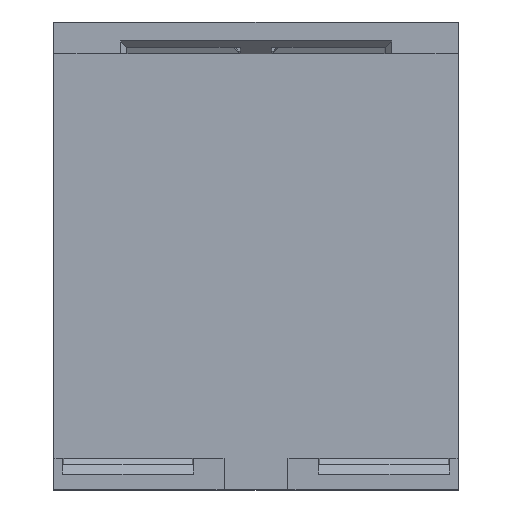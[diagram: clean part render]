
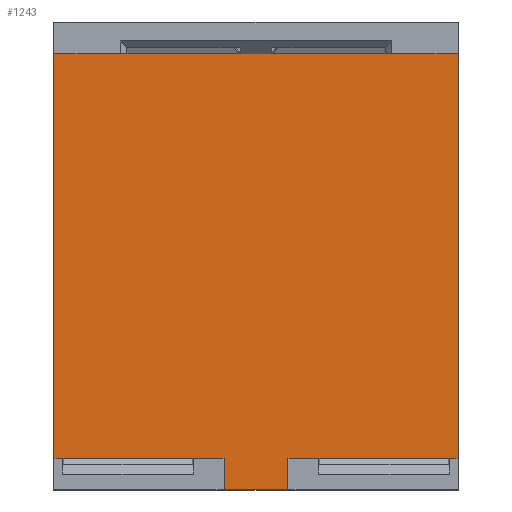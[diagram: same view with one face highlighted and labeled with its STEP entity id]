
A CAD part, top view. The second image highlights one B-rep face of the part: STEP entity #1243.
In plain terms, the highlighted planar face has unit normal (0, 0, 1).
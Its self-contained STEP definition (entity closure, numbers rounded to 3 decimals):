
#37=FACE_OUTER_BOUND('',#102,.T.);
#102=EDGE_LOOP('',(#910,#911,#912,#913,#914,#915,#916,#917,#918,#919,#920,
#921));
#184=LINE('',#1763,#363);
#192=LINE('',#1780,#371);
#196=LINE('',#1789,#375);
#218=LINE('',#1830,#397);
#219=LINE('',#1833,#398);
#230=LINE('',#1854,#409);
#232=LINE('',#1858,#411);
#233=LINE('',#1860,#412);
#234=LINE('',#1862,#413);
#235=LINE('',#1863,#414);
#236=LINE('',#1864,#415);
#237=LINE('',#1865,#416);
#363=VECTOR('',#1430,10.);
#371=VECTOR('',#1440,10.);
#375=VECTOR('',#1446,10.);
#397=VECTOR('',#1474,10.);
#398=VECTOR('',#1477,10.);
#409=VECTOR('',#1492,10.);
#411=VECTOR('',#1496,10.);
#412=VECTOR('',#1497,10.);
#413=VECTOR('',#1498,10.);
#414=VECTOR('',#1499,10.);
#415=VECTOR('',#1500,10.);
#416=VECTOR('',#1501,10.);
#535=VERTEX_POINT('',#1760);
#536=VERTEX_POINT('',#1762);
#543=VERTEX_POINT('',#1777);
#544=VERTEX_POINT('',#1779);
#547=VERTEX_POINT('',#1786);
#548=VERTEX_POINT('',#1788);
#564=VERTEX_POINT('',#1828);
#565=VERTEX_POINT('',#1832);
#573=VERTEX_POINT('',#1853);
#574=VERTEX_POINT('',#1857);
#575=VERTEX_POINT('',#1859);
#576=VERTEX_POINT('',#1861);
#658=EDGE_CURVE('',#536,#535,#184,.T.);
#666=EDGE_CURVE('',#543,#544,#192,.T.);
#670=EDGE_CURVE('',#547,#548,#196,.T.);
#692=EDGE_CURVE('',#564,#543,#218,.T.);
#693=EDGE_CURVE('',#548,#565,#219,.T.);
#704=EDGE_CURVE('',#536,#573,#230,.F.);
#706=EDGE_CURVE('',#574,#535,#232,.T.);
#707=EDGE_CURVE('',#574,#575,#233,.T.);
#708=EDGE_CURVE('',#575,#576,#234,.T.);
#709=EDGE_CURVE('',#576,#565,#235,.T.);
#710=EDGE_CURVE('',#544,#547,#236,.T.);
#711=EDGE_CURVE('',#573,#564,#237,.F.);
#910=ORIENTED_EDGE('',*,*,#658,.T.);
#911=ORIENTED_EDGE('',*,*,#706,.F.);
#912=ORIENTED_EDGE('',*,*,#707,.T.);
#913=ORIENTED_EDGE('',*,*,#708,.T.);
#914=ORIENTED_EDGE('',*,*,#709,.T.);
#915=ORIENTED_EDGE('',*,*,#693,.F.);
#916=ORIENTED_EDGE('',*,*,#670,.F.);
#917=ORIENTED_EDGE('',*,*,#710,.F.);
#918=ORIENTED_EDGE('',*,*,#666,.F.);
#919=ORIENTED_EDGE('',*,*,#692,.F.);
#920=ORIENTED_EDGE('',*,*,#711,.F.);
#921=ORIENTED_EDGE('',*,*,#704,.F.);
#1178=PLANE('',#1323);
#1243=ADVANCED_FACE('',(#37),#1178,.F.);
#1323=AXIS2_PLACEMENT_3D('',#1856,#1494,#1495);
#1430=DIRECTION('',(0.,1.,0.));
#1440=DIRECTION('',(0.,-1.,0.));
#1446=DIRECTION('',(0.,1.,0.));
#1474=DIRECTION('',(-1.,0.,0.));
#1477=DIRECTION('',(-1.,0.,0.));
#1492=DIRECTION('',(1.,0.,0.));
#1494=DIRECTION('center_axis',(0.,0.,-1.));
#1495=DIRECTION('ref_axis',(1.,0.,0.));
#1496=DIRECTION('',(1.,0.,0.));
#1497=DIRECTION('',(0.,-1.,0.));
#1498=DIRECTION('',(1.,0.,0.));
#1499=DIRECTION('',(0.,1.,0.));
#1500=DIRECTION('',(-1.,0.,0.));
#1501=DIRECTION('',(0.,-1.,0.));
#1760=CARTESIAN_POINT('',(15.796,15.8,-13.4));
#1762=CARTESIAN_POINT('',(15.796,-16.317,-13.4));
#1763=CARTESIAN_POINT('',(15.796,9.14,-13.4));
#1777=CARTESIAN_POINT('',(2.5,-15.8,-13.4));
#1779=CARTESIAN_POINT('',(2.5,-18.281,-13.4));
#1780=CARTESIAN_POINT('',(2.5,-17.281,-13.4));
#1786=CARTESIAN_POINT('',(-2.5,-18.281,-13.4));
#1788=CARTESIAN_POINT('',(-2.5,-15.8,-13.4));
#1789=CARTESIAN_POINT('',(-2.5,-17.281,-13.4));
#1828=CARTESIAN_POINT('',(15.795,-15.8,-13.4));
#1830=CARTESIAN_POINT('',(-8.224,-15.8,-13.4));
#1832=CARTESIAN_POINT('',(-15.795,-15.8,-13.4));
#1833=CARTESIAN_POINT('',(-8.224,-15.8,-13.4));
#1853=CARTESIAN_POINT('',(15.795,-16.317,-13.4));
#1854=CARTESIAN_POINT('',(7.948,-16.317,-13.4));
#1856=CARTESIAN_POINT('Origin',(0.,0.,-13.4));
#1857=CARTESIAN_POINT('',(-15.796,15.8,-13.4));
#1858=CARTESIAN_POINT('',(8.224,15.8,-13.4));
#1859=CARTESIAN_POINT('',(-15.796,-16.317,-13.4));
#1860=CARTESIAN_POINT('',(-15.796,7.85,-13.4));
#1861=CARTESIAN_POINT('',(-15.795,-16.317,-13.4));
#1862=CARTESIAN_POINT('',(-10.948,-16.317,-13.4));
#1863=CARTESIAN_POINT('',(-15.795,-8.108,-13.4));
#1864=CARTESIAN_POINT('',(8.224,-18.281,-13.4));
#1865=CARTESIAN_POINT('',(15.795,-7.708,-13.4));
